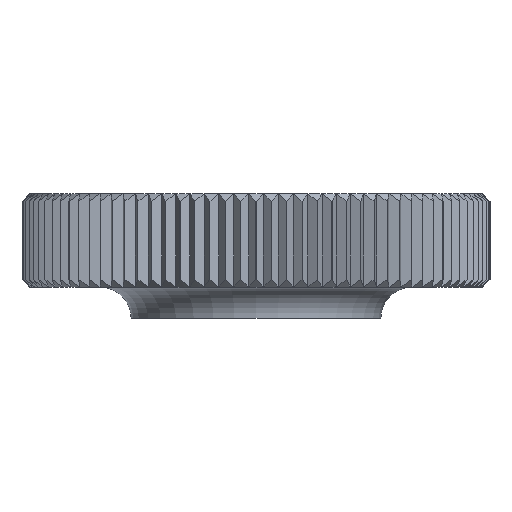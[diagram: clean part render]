
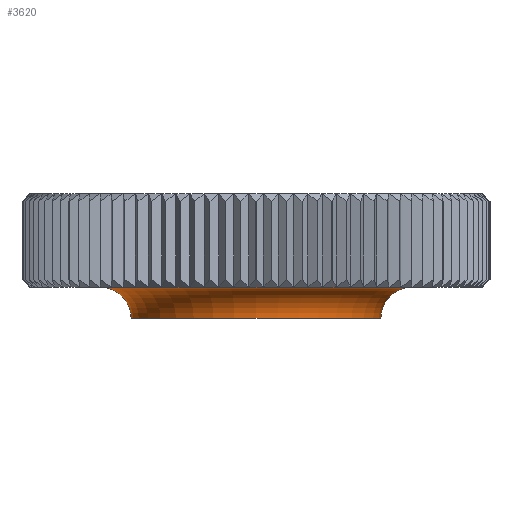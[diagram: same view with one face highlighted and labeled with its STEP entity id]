
A CAD part, front view. The second image highlights one B-rep face of the part: STEP entity #3620.
In plain terms, the highlighted toroidal (fillet/blend) face has major radius 10 mm and minor radius 2 mm.
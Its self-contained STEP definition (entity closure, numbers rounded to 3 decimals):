
#3346=EDGE_CURVE('',#3462,#3894,#7819,.T.);
#3462=VERTEX_POINT('',#7946);
#3620=ADVANCED_FACE('',(#8119),#8120,.F.);
#3796=VERTEX_POINT('',#8320);
#3894=VERTEX_POINT('',#8429);
#4150=VERTEX_POINT('',#8713);
#4720=EDGE_CURVE('',#3796,#3462,#9361,.T.);
#4988=EDGE_CURVE('',#3796,#4150,#9657,.T.);
#5362=EDGE_CURVE('',#3894,#4150,#10075,.T.);
#7819=CIRCLE('',#13866,8.);
#7946=CARTESIAN_POINT('',(8.,0.,0.));
#8119=FACE_OUTER_BOUND('',#14462,.T.);
#8120=TOROIDAL_SURFACE('',#14463,10.0,2.);
#8320=CARTESIAN_POINT('',(10.,0.,2.));
#8429=CARTESIAN_POINT('',(-8.,0.,0.));
#8713=CARTESIAN_POINT('',(-10.0,0.,2.));
#9361=CIRCLE('',#16875,2.);
#9657=CIRCLE('',#17543,10.0);
#10075=CIRCLE('',#18399,2.);
#13866=AXIS2_PLACEMENT_3D('',#22489,#22490,#22491);
#14462=EDGE_LOOP('',(#22881,#22882,#22883,#22884));
#14463=AXIS2_PLACEMENT_3D('',#22885,#22886,#22887);
#16875=AXIS2_PLACEMENT_3D('',#24485,#24486,#24487);
#17543=AXIS2_PLACEMENT_3D('',#24795,#24796,#24797);
#18399=AXIS2_PLACEMENT_3D('',#25272,#25273,#25274);
#22489=CARTESIAN_POINT('',(0.,0.,0.));
#22490=DIRECTION('',(0.0,0.0,-1.0));
#22491=DIRECTION('',(1.0,0.,0.0));
#22881=ORIENTED_EDGE('',*,*,#4720,.F.);
#22882=ORIENTED_EDGE('',*,*,#4988,.T.);
#22883=ORIENTED_EDGE('',*,*,#5362,.F.);
#22884=ORIENTED_EDGE('',*,*,#3346,.F.);
#22885=CARTESIAN_POINT('',(0.,0.,0.));
#22886=DIRECTION('',(0.0,0.0,-1.0));
#22887=DIRECTION('',(-1.0,0.0,0.0));
#24485=CARTESIAN_POINT('',(10.,0.,0.));
#24486=DIRECTION('',(0.,-1.0,-0.0));
#24487=DIRECTION('',(1.0,0.,0.0));
#24795=CARTESIAN_POINT('',(0.,0.,2.));
#24796=DIRECTION('',(0.0,0.0,-1.0));
#24797=DIRECTION('',(1.0,0.,0.0));
#25272=CARTESIAN_POINT('',(-10.0,0.,0.));
#25273=DIRECTION('',(0.,-1.0,-0.0));
#25274=DIRECTION('',(-1.0,0.,0.0));
